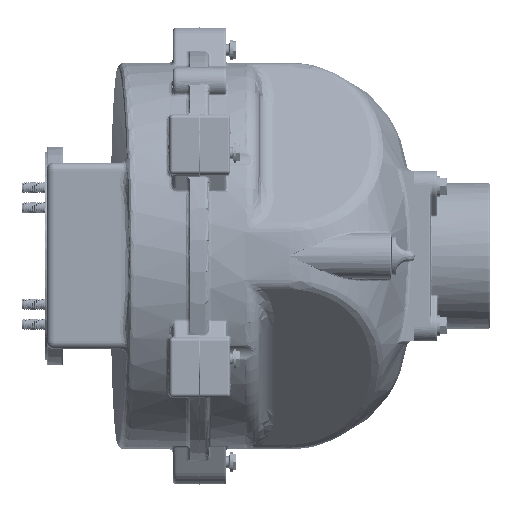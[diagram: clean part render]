
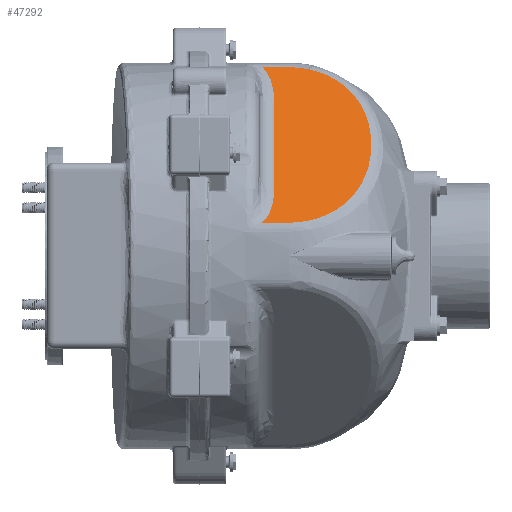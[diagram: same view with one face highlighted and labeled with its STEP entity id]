
A CAD part, front view. The second image highlights one B-rep face of the part: STEP entity #47292.
In plain terms, the highlighted planar face has unit normal (0, -0.687, 0.727).
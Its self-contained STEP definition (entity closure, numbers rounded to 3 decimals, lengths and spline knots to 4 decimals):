
#1828=PLANE('',#51481);
#4377=FACE_OUTER_BOUND('',#7353,.T.);
#7353=EDGE_LOOP('',(#36806,#36807,#36808,#36809,#36810,#36811));
#10227=B_SPLINE_CURVE_WITH_KNOTS('',3,(#87775,#87776,#87777,#87778,#87779,
#87780,#87781),.UNSPECIFIED.,.F.,.F.,(4,1,1,1,4),(-4.638,-3.9754,
-2.6503,-1.3251,0.),.UNSPECIFIED.);
#10228=B_SPLINE_CURVE_WITH_KNOTS('',3,(#87832,#87833,#87834,#87835,#87836,
#87837,#87838),.UNSPECIFIED.,.F.,.F.,(4,1,1,1,4),(-4.638,-2.6503,
-1.3251,-0.6626,0.),.UNSPECIFIED.);
#10231=B_SPLINE_CURVE_WITH_KNOTS('',3,(#88215,#88216,#88217,#88218,#88219,
#88220,#88221,#88222,#88223,#88224,#88225,#88226,#88227,#88228,#88229,#88230,
#88231,#88232,#88233,#88234,#88235,#88236,#88237,#88238,#88239,#88240),
 .UNSPECIFIED.,.F.,.F.,(4,1,1,1,1,1,1,1,1,1,1,1,1,1,1,1,1,1,1,1,1,1,1,4),
(0.,0.9454,1.8909,2.8363,3.7818,
5.6727,6.6181,7.5636,8.8242,10.0848,
11.3454,13.2363,15.1272,17.6484,18.2787,
18.909,19.8544,20.1696,22.6908,23.6362,
23.8726,24.5817,25.5271,26.4726),
 .UNSPECIFIED.);
#12530=LINE('',#87721,#15419);
#12532=LINE('',#87939,#15421);
#12533=LINE('',#88242,#15422);
#15419=VECTOR('',#58686,0.3937);
#15421=VECTOR('',#58698,0.3937);
#15422=VECTOR('',#58709,0.3937);
#21172=VERTEX_POINT('',#87718);
#21173=VERTEX_POINT('',#87720);
#21174=VERTEX_POINT('',#87773);
#21175=VERTEX_POINT('',#87831);
#21176=VERTEX_POINT('',#87937);
#21177=VERTEX_POINT('',#88213);
#26724=EDGE_CURVE('',#21172,#21173,#12530,.T.);
#26728=EDGE_CURVE('',#21174,#21172,#10227,.T.);
#26729=EDGE_CURVE('',#21173,#21175,#10228,.T.);
#26734=EDGE_CURVE('',#21176,#21174,#12532,.T.);
#26737=EDGE_CURVE('',#21177,#21176,#10231,.T.);
#26738=EDGE_CURVE('',#21177,#21175,#12533,.T.);
#36806=ORIENTED_EDGE('',*,*,#26728,.F.);
#36807=ORIENTED_EDGE('',*,*,#26734,.F.);
#36808=ORIENTED_EDGE('',*,*,#26737,.F.);
#36809=ORIENTED_EDGE('',*,*,#26738,.T.);
#36810=ORIENTED_EDGE('',*,*,#26729,.F.);
#36811=ORIENTED_EDGE('',*,*,#26724,.F.);
#47292=ADVANCED_FACE('',(#4377),#1828,.F.);
#51481=AXIS2_PLACEMENT_3D('',#88241,#58707,#58708);
#58686=DIRECTION('',(0.,0.727,0.687));
#58698=DIRECTION('',(-1.,0.,0.));
#58707=DIRECTION('center_axis',(0.,0.687,-0.727));
#58708=DIRECTION('ref_axis',(-1.,0.,0.));
#58709=DIRECTION('',(-1.,0.,0.));
#87718=CARTESIAN_POINT('',(2.5,-5.0204,2.3252));
#87720=CARTESIAN_POINT('',(2.5,-2.0385,5.1435));
#87721=CARTESIAN_POINT('',(2.5,-4.9485,2.3932));
#87773=CARTESIAN_POINT('',(2.0964,-6.2955,1.1201));
#87775=CARTESIAN_POINT('Ctrl Pts',(2.0964,-6.2955,1.1201));
#87776=CARTESIAN_POINT('Ctrl Pts',(2.1487,-6.2451,1.1678));
#87777=CARTESIAN_POINT('Ctrl Pts',(2.2835,-6.0808,1.3231));
#87778=CARTESIAN_POINT('Ctrl Pts',(2.4177,-5.7778,1.6095));
#87779=CARTESIAN_POINT('Ctrl Pts',(2.4895,-5.4013,1.9652));
#87780=CARTESIAN_POINT('Ctrl Pts',(2.5,-5.1468,2.2058));
#87781=CARTESIAN_POINT('Ctrl Pts',(2.5,-5.0204,2.3252));
#87831=CARTESIAN_POINT('',(2.0964,-0.7634,6.3487));
#87832=CARTESIAN_POINT('Ctrl Pts',(2.5,-2.0385,5.1435));
#87833=CARTESIAN_POINT('Ctrl Pts',(2.5,-1.8489,5.3227));
#87834=CARTESIAN_POINT('Ctrl Pts',(2.4808,-1.5304,5.6238));
#87835=CARTESIAN_POINT('Ctrl Pts',(2.3697,-1.1585,5.9753));
#87836=CARTESIAN_POINT('Ctrl Pts',(2.2388,-0.9232,6.1977));
#87837=CARTESIAN_POINT('Ctrl Pts',(2.1487,-0.8139,6.301));
#87838=CARTESIAN_POINT('Ctrl Pts',(2.0964,-0.7634,
6.3487));
#87937=CARTESIAN_POINT('',(3.,-6.2955,1.1201));
#87939=CARTESIAN_POINT('',(1.65,-6.2955,1.1201));
#88213=CARTESIAN_POINT('',(3.,-0.7634,6.3487));
#88215=CARTESIAN_POINT('Ctrl Pts',(3.,-0.7634,
6.3487));
#88216=CARTESIAN_POINT('Ctrl Pts',(3.1241,-0.7634,
6.3487));
#88217=CARTESIAN_POINT('Ctrl Pts',(3.374,-0.7788,
6.3341));
#88218=CARTESIAN_POINT('Ctrl Pts',(3.7359,-0.8462,
6.2704));
#88219=CARTESIAN_POINT('Ctrl Pts',(4.0798,-0.9557,6.1669));
#88220=CARTESIAN_POINT('Ctrl Pts',(4.5002,-1.1495,5.9838));
#88221=CARTESIAN_POINT('Ctrl Pts',(4.8609,-1.41,5.7376));
#88222=CARTESIAN_POINT('Ctrl Pts',(5.1434,-1.7069,5.457));
#88223=CARTESIAN_POINT('Ctrl Pts',(5.3425,-1.9728,5.2057));
#88224=CARTESIAN_POINT('Ctrl Pts',(5.5143,-2.2837,4.9118));
#88225=CARTESIAN_POINT('Ctrl Pts',(5.6467,-2.6324,4.5823));
#88226=CARTESIAN_POINT('Ctrl Pts',(5.7454,-3.0477,4.1897));
#88227=CARTESIAN_POINT('Ctrl Pts',(5.786,-3.529,3.7348));
#88228=CARTESIAN_POINT('Ctrl Pts',(5.7354,-4.13,3.1668));
#88229=CARTESIAN_POINT('Ctrl Pts',(5.5941,-4.6031,2.7197));
#88230=CARTESIAN_POINT('Ctrl Pts',(5.4216,-4.943,2.3984));
#88231=CARTESIAN_POINT('Ctrl Pts',(5.3051,-5.1355,2.2165));
#88232=CARTESIAN_POINT('Ctrl Pts',(5.186,-5.2957,2.065));
#88233=CARTESIAN_POINT('Ctrl Pts',(4.9156,-5.6029,1.7748));
#88234=CARTESIAN_POINT('Ctrl Pts',(4.5769,-5.873,1.5195));
#88235=CARTESIAN_POINT('Ctrl Pts',(4.161,-6.066,1.3371));
#88236=CARTESIAN_POINT('Ctrl Pts',(3.9387,-6.1482,1.2593));
#88237=CARTESIAN_POINT('Ctrl Pts',(3.7093,-6.2175,1.1939));
#88238=CARTESIAN_POINT('Ctrl Pts',(3.3741,-6.2803,1.1345));
#88239=CARTESIAN_POINT('Ctrl Pts',(3.1241,-6.2955,1.1201));
#88240=CARTESIAN_POINT('Ctrl Pts',(3.,-6.2955,1.1201));
#88241=CARTESIAN_POINT('Origin',(7.,-6.4226,1.));
#88242=CARTESIAN_POINT('',(7.,-0.7634,6.3487));
